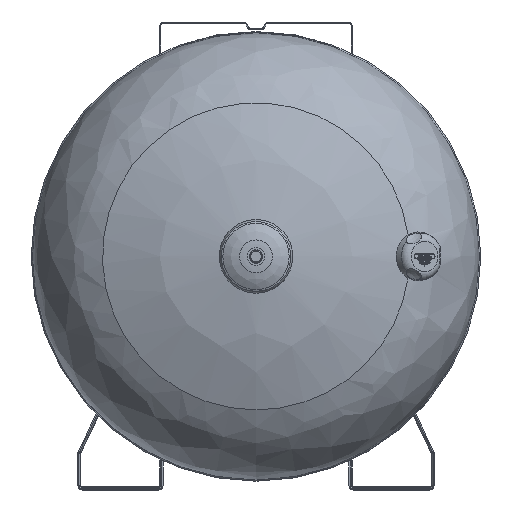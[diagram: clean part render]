
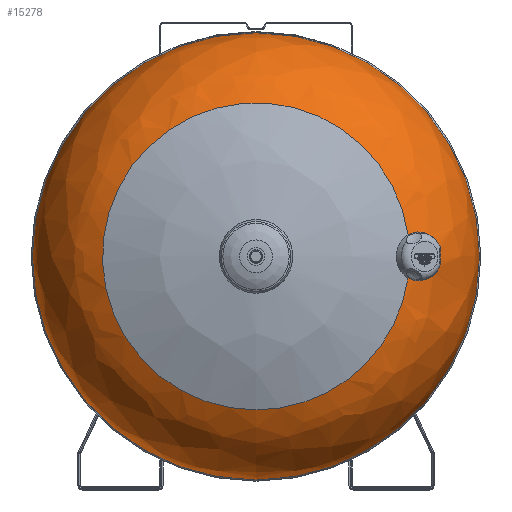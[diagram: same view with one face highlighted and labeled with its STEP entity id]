
A CAD part, left-side view. The second image highlights one B-rep face of the part: STEP entity #15278.
In plain terms, the highlighted free-form (B-spline) face has degree [2, 2] with [3, 9] control points.
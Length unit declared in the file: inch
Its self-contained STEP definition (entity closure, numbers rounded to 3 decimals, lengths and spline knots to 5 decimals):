
#191=(
BOUNDED_SURFACE()
B_SPLINE_SURFACE(2,2,((#28583,#28584,#28585,#28586,#28587,#28588,#28589,
#28590,#28591),(#28592,#28593,#28594,#28595,#28596,#28597,#28598,#28599,
#28600),(#28601,#28602,#28603,#28604,#28605,#28606,#28607,#28608,#28609)),
 .UNSPECIFIED.,.F.,.T.,.F.)
B_SPLINE_SURFACE_WITH_KNOTS((3,3),(3,2,2,2,3),(-0.00532,1.1486),
(-3.14159,-1.5708,0.,1.5708,3.14159),
 .UNSPECIFIED.)
GEOMETRIC_REPRESENTATION_ITEM()
RATIONAL_B_SPLINE_SURFACE(((1.,0.707,1.,0.707,1.,
0.707,1.,0.707,1.),(0.838,0.593,
0.838,0.593,0.838,0.593,
0.838,0.593,0.838),(1.,0.707,
1.,0.707,1.,0.707,1.,0.707,1.)))
REPRESENTATION_ITEM('')
SURFACE()
);
#221=(
BOUNDED_CURVE()
B_SPLINE_CURVE(2,(#28640,#28641,#28642),.UNSPECIFIED.,.F.,.F.)
B_SPLINE_CURVE_WITH_KNOTS((3,3),(-1.1486,0.00532),
 .UNSPECIFIED.)
CURVE()
GEOMETRIC_REPRESENTATION_ITEM()
RATIONAL_B_SPLINE_CURVE((1.,0.838,1.))
REPRESENTATION_ITEM('')
);
#2653=B_SPLINE_CURVE_WITH_KNOTS('',3,(#28612,#28613,#28614,#28615,#28616,
#28617,#28618,#28619,#28620,#28621,#28622,#28623,#28624,#28625,#28626,#28627,
#28628,#28629,#28630,#28631,#28632,#28633,#28634,#28635,#28636,#28637),
 .UNSPECIFIED.,.F.,.F.,(4,2,2,2,2,2,2,2,2,2,2,2,4),(0.,13.50456,
27.51084,41.36268,55.01339,65.44691,74.10651,
83.31555,95.819,108.26427,121.21657,133.29819,
143.95265),.UNSPECIFIED.);
#4112=FACE_OUTER_BOUND('',#5216,.T.);
#5216=EDGE_LOOP('',(#12270,#12271,#12272,#12273,#12274,#12275));
#5646=CIRCLE('',#15811,12.40157);
#5985=CIRCLE('',#16623,8.52354);
#5986=CIRCLE('',#16624,8.52354);
#6327=VERTEX_POINT('',#22115);
#7073=VERTEX_POINT('',#28610);
#7074=VERTEX_POINT('',#28611);
#7075=VERTEX_POINT('',#28638);
#7680=EDGE_CURVE('',#6327,#6327,#5646,.T.);
#8887=EDGE_CURVE('',#7073,#7074,#2653,.T.);
#8888=EDGE_CURVE('',#7075,#7073,#5985,.T.);
#8889=EDGE_CURVE('',#7075,#6327,#221,.T.);
#8890=EDGE_CURVE('',#7074,#7075,#5986,.T.);
#12270=ORIENTED_EDGE('',*,*,#8887,.F.);
#12271=ORIENTED_EDGE('',*,*,#8888,.F.);
#12272=ORIENTED_EDGE('',*,*,#8889,.T.);
#12273=ORIENTED_EDGE('',*,*,#7680,.T.);
#12274=ORIENTED_EDGE('',*,*,#8889,.F.);
#12275=ORIENTED_EDGE('',*,*,#8890,.F.);
#15278=ADVANCED_FACE('',(#4112),#191,.F.);
#15811=AXIS2_PLACEMENT_3D('',#22116,#17615,#17616);
#16623=AXIS2_PLACEMENT_3D('',#28639,#19901,#19902);
#16624=AXIS2_PLACEMENT_3D('',#28643,#19903,#19904);
#17615=DIRECTION('center_axis',(-1.,0.,0.));
#17616=DIRECTION('ref_axis',(0.,0.,-1.));
#19901=DIRECTION('center_axis',(-1.,0.,0.));
#19902=DIRECTION('ref_axis',(0.,0.,-1.));
#19903=DIRECTION('center_axis',(-1.,0.,0.));
#19904=DIRECTION('ref_axis',(0.,0.,-1.));
#22115=CARTESIAN_POINT('',(-109.58982,0.,-9.43468));
#22116=CARTESIAN_POINT('Origin',(-109.58982,0.,2.9669));
#28583=CARTESIAN_POINT('Ctrl Pts',(-109.58982,0.,-9.43468));
#28584=CARTESIAN_POINT('Ctrl Pts',(-109.58982,-12.40157,
-9.43468));
#28585=CARTESIAN_POINT('Ctrl Pts',(-109.58982,-12.40157,
2.9669));
#28586=CARTESIAN_POINT('Ctrl Pts',(-109.58982,-12.40157,
15.36847));
#28587=CARTESIAN_POINT('Ctrl Pts',(-109.58982,0.,15.36847));
#28588=CARTESIAN_POINT('Ctrl Pts',(-109.58982,12.40157,15.36847));
#28589=CARTESIAN_POINT('Ctrl Pts',(-109.58982,12.40157,2.9669));
#28590=CARTESIAN_POINT('Ctrl Pts',(-109.58982,12.40157,-9.43468));
#28591=CARTESIAN_POINT('Ctrl Pts',(-109.58982,0.,-9.43468));
#28592=CARTESIAN_POINT('Ctrl Pts',(-113.86607,0.,-9.45744));
#28593=CARTESIAN_POINT('Ctrl Pts',(-113.86607,-12.42434,
-9.45744));
#28594=CARTESIAN_POINT('Ctrl Pts',(-113.86607,-12.42434,
2.9669));
#28595=CARTESIAN_POINT('Ctrl Pts',(-113.86607,-12.42434,
15.39124));
#28596=CARTESIAN_POINT('Ctrl Pts',(-113.86607,0.,15.39124));
#28597=CARTESIAN_POINT('Ctrl Pts',(-113.86607,12.42434,15.39124));
#28598=CARTESIAN_POINT('Ctrl Pts',(-113.86607,12.42434,2.9669));
#28599=CARTESIAN_POINT('Ctrl Pts',(-113.86607,12.42434,-9.45744));
#28600=CARTESIAN_POINT('Ctrl Pts',(-113.86607,0.,-9.45744));
#28601=CARTESIAN_POINT('Ctrl Pts',(-115.61836,0.,-5.55664));
#28602=CARTESIAN_POINT('Ctrl Pts',(-115.61836,-8.52354,
-5.55664));
#28603=CARTESIAN_POINT('Ctrl Pts',(-115.61836,-8.52354,
2.9669));
#28604=CARTESIAN_POINT('Ctrl Pts',(-115.61836,-8.52354,
11.49044));
#28605=CARTESIAN_POINT('Ctrl Pts',(-115.61836,0.,11.49044));
#28606=CARTESIAN_POINT('Ctrl Pts',(-115.61836,8.52354,11.49044));
#28607=CARTESIAN_POINT('Ctrl Pts',(-115.61836,8.52354,2.9669));
#28608=CARTESIAN_POINT('Ctrl Pts',(-115.61836,8.52354,-5.55664));
#28609=CARTESIAN_POINT('Ctrl Pts',(-115.61836,0.,-5.55664));
#28610=CARTESIAN_POINT('',(-115.61836,-8.43944,1.77249));
#28611=CARTESIAN_POINT('',(-115.61836,-8.43944,4.16131));
#28612=CARTESIAN_POINT('Ctrl Pts',(-115.61836,-8.43944,
1.77249));
#28613=CARTESIAN_POINT('Ctrl Pts',(-115.55036,-8.58061,1.6897));
#28614=CARTESIAN_POINT('Ctrl Pts',(-115.47202,-8.7327,
1.63737));
#28615=CARTESIAN_POINT('Ctrl Pts',(-115.29854,-9.04704,1.59875));
#28616=CARTESIAN_POINT('Ctrl Pts',(-115.20467,-9.20628,
1.61536));
#28617=CARTESIAN_POINT('Ctrl Pts',(-115.01971,-9.50411,
1.71899));
#28618=CARTESIAN_POINT('Ctrl Pts',(-114.9305,-9.64004,1.80424));
#28619=CARTESIAN_POINT('Ctrl Pts',(-114.77309,-9.87222,
2.0312));
#28620=CARTESIAN_POINT('Ctrl Pts',(-114.70615,-9.96689,
2.16998));
#28621=CARTESIAN_POINT('Ctrl Pts',(-114.61821,-10.08951,
2.44755));
#28622=CARTESIAN_POINT('Ctrl Pts',(-114.59063,-10.12719,
2.57699));
#28623=CARTESIAN_POINT('Ctrl Pts',(-114.56226,-10.1659,
2.8228));
#28624=CARTESIAN_POINT('Ctrl Pts',(-114.55783,-10.17189,2.93656));
#28625=CARTESIAN_POINT('Ctrl Pts',(-114.56648,-10.16013,
3.1705));
#28626=CARTESIAN_POINT('Ctrl Pts',(-114.58064,-10.14091,3.28942));
#28627=CARTESIAN_POINT('Ctrl Pts',(-114.63542,-10.06561,
3.55858));
#28628=CARTESIAN_POINT('Ctrl Pts',(-114.68319,-9.9995,
3.7024));
#28629=CARTESIAN_POINT('Ctrl Pts',(-114.80348,-9.82764,
3.95362));
#28630=CARTESIAN_POINT('Ctrl Pts',(-114.87488,-9.72343,
4.05919));
#28631=CARTESIAN_POINT('Ctrl Pts',(-115.03363,-9.48162,4.22464));
#28632=CARTESIAN_POINT('Ctrl Pts',(-115.12012,-9.34483,4.28113));
#28633=CARTESIAN_POINT('Ctrl Pts',(-115.28686,-9.06623,
4.33127));
#28634=CARTESIAN_POINT('Ctrl Pts',(-115.36584,-8.92747,
4.32853));
#28635=CARTESIAN_POINT('Ctrl Pts',(-115.50459,-8.66917,
4.27307));
#28636=CARTESIAN_POINT('Ctrl Pts',(-115.56471,-8.55081,
4.22662));
#28637=CARTESIAN_POINT('Ctrl Pts',(-115.61836,-8.43944,
4.16131));
#28638=CARTESIAN_POINT('',(-115.61836,0.,-5.55664));
#28639=CARTESIAN_POINT('Origin',(-115.61836,0.,2.9669));
#28640=CARTESIAN_POINT('Ctrl Pts',(-115.61836,0.,-5.55664));
#28641=CARTESIAN_POINT('Ctrl Pts',(-113.86607,0.,-9.45744));
#28642=CARTESIAN_POINT('Ctrl Pts',(-109.58982,0.,-9.43468));
#28643=CARTESIAN_POINT('Origin',(-115.61836,0.,2.9669));
